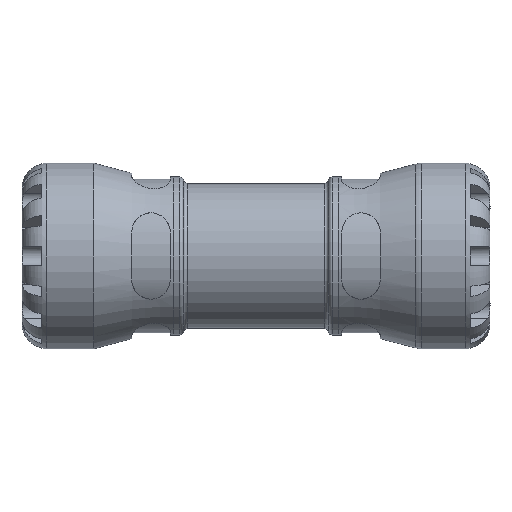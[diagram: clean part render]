
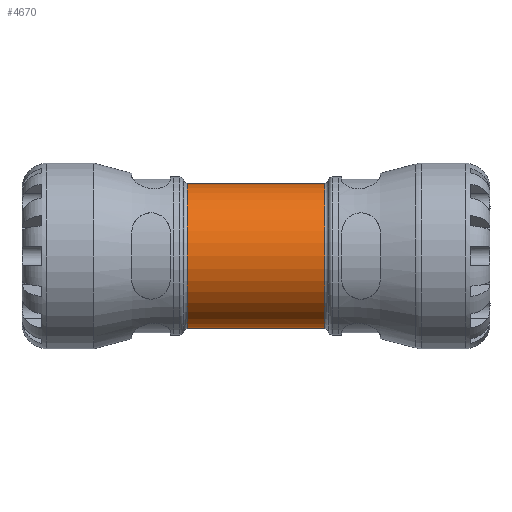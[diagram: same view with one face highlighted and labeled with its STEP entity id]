
A CAD part, front view. The second image highlights one B-rep face of the part: STEP entity #4670.
In plain terms, the highlighted cylindrical face has radius 33.15 mm (diameter 66.3 mm), a full revolution.
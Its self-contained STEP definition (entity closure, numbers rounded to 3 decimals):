
#684=FACE_BOUND('',#1119,.T.);
#685=FACE_BOUND('',#1120,.T.);
#732=CYLINDRICAL_SURFACE('',#4960,33.15);
#830=FACE_OUTER_BOUND('',#1118,.T.);
#1118=EDGE_LOOP('',(#3021));
#1119=EDGE_LOOP('',(#3022));
#1120=EDGE_LOOP('',(#3023));
#1451=B_SPLINE_CURVE_WITH_KNOTS('',3,(#6940,#6941,#6942,#6943,#6944,#6945,
#6946,#6947,#6948,#6949,#6950,#6951,#6952,#6953,#6954,#6955,#6956,#6957,
#6958,#6959,#6960,#6961,#6962),.UNSPECIFIED.,.T.,.F.,(4,1,1,1,1,1,1,1,1,
1,1,1,1,1,1,1,1,1,1,1,4),(-11.334,-10.929,-10.524,
-9.715,-8.905,-8.5,-8.096,
-7.016,-6.476,-5.937,-5.397,
-4.857,-4.318,-3.778,-3.238,
-2.699,-2.159,-1.619,-0.81,
-0.405,0.),.UNSPECIFIED.);
#1647=CIRCLE('',#4961,33.15);
#1648=CIRCLE('',#4962,33.15);
#1892=VERTEX_POINT('',#6914);
#1895=VERTEX_POINT('',#6967);
#1896=VERTEX_POINT('',#6969);
#2335=EDGE_CURVE('',#1892,#1892,#1451,.T.);
#2337=EDGE_CURVE('',#1895,#1895,#1647,.T.);
#2338=EDGE_CURVE('',#1896,#1896,#1648,.T.);
#3021=ORIENTED_EDGE('',*,*,#2337,.F.);
#3022=ORIENTED_EDGE('',*,*,#2338,.F.);
#3023=ORIENTED_EDGE('',*,*,#2335,.F.);
#4670=ADVANCED_FACE('',(#830,#684,#685),#732,.T.);
#4960=AXIS2_PLACEMENT_3D('',#6966,#5498,#5499);
#4961=AXIS2_PLACEMENT_3D('',#6968,#5500,#5501);
#4962=AXIS2_PLACEMENT_3D('',#6970,#5502,#5503);
#5498=DIRECTION('center_axis',(1.,0.,0.));
#5499=DIRECTION('ref_axis',(0.,1.,0.));
#5500=DIRECTION('center_axis',(-1.,0.,0.));
#5501=DIRECTION('ref_axis',(0.,1.,0.));
#5502=DIRECTION('center_axis',(1.,0.,0.));
#5503=DIRECTION('ref_axis',(0.,1.,0.));
#6914=CARTESIAN_POINT('',(0.,27.372,18.701));
#6940=CARTESIAN_POINT('Ctrl Pts',(0.,27.372,
18.7));
#6941=CARTESIAN_POINT('Ctrl Pts',(1.468,27.372,18.701));
#6942=CARTESIAN_POINT('Ctrl Pts',(4.404,27.603,18.371));
#6943=CARTESIAN_POINT('Ctrl Pts',(9.847,28.828,16.458));
#6944=CARTESIAN_POINT('Ctrl Pts',(15.413,31.121,12.13));
#6945=CARTESIAN_POINT('Ctrl Pts',(18.669,32.871,5.73));
#6946=CARTESIAN_POINT('Ctrl Pts',(19.351,33.241,0.003));
#6947=CARTESIAN_POINT('Ctrl Pts',(18.552,32.814,-6.7));
#6948=CARTESIAN_POINT('Ctrl Pts',(14.773,30.759,-12.888));
#6949=CARTESIAN_POINT('Ctrl Pts',(8.555,28.478,-17.036));
#6950=CARTESIAN_POINT('Ctrl Pts',(2.99,27.328,-18.775));
#6951=CARTESIAN_POINT('Ctrl Pts',(-2.99,27.325,-18.77));
#6952=CARTESIAN_POINT('Ctrl Pts',(-8.554,28.482,-17.044));
#6953=CARTESIAN_POINT('Ctrl Pts',(-13.221,30.183,-13.912));
#6954=CARTESIAN_POINT('Ctrl Pts',(-16.785,31.862,-9.604));
#6955=CARTESIAN_POINT('Ctrl Pts',(-18.966,33.029,-4.334));
#6956=CARTESIAN_POINT('Ctrl Pts',(-19.428,33.289,1.461));
#6957=CARTESIAN_POINT('Ctrl Pts',(-18.07,32.536,7.07));
#6958=CARTESIAN_POINT('Ctrl Pts',(-14.67,30.813,12.696));
#6959=CARTESIAN_POINT('Ctrl Pts',(-9.847,28.829,16.464));
#6960=CARTESIAN_POINT('Ctrl Pts',(-4.404,27.602,18.369));
#6961=CARTESIAN_POINT('Ctrl Pts',(-1.468,27.372,18.7));
#6962=CARTESIAN_POINT('Ctrl Pts',(0.,27.372,
18.7));
#6966=CARTESIAN_POINT('Origin',(16.575,0.,0.));
#6967=CARTESIAN_POINT('',(-31.477,-33.15,0.));
#6968=CARTESIAN_POINT('Origin',(-31.477,0.,0.));
#6969=CARTESIAN_POINT('',(31.477,-33.15,0.));
#6970=CARTESIAN_POINT('Origin',(31.477,0.,0.));
